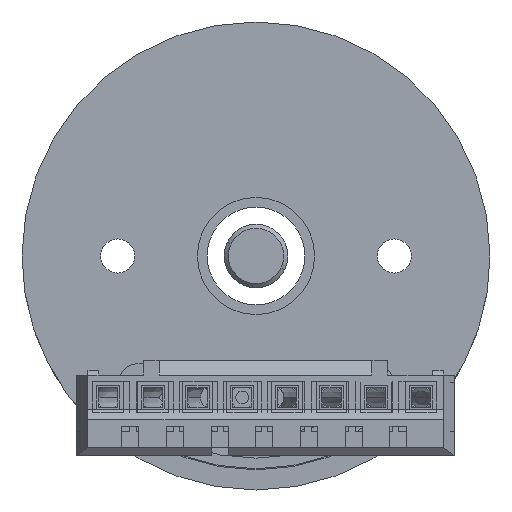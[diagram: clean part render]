
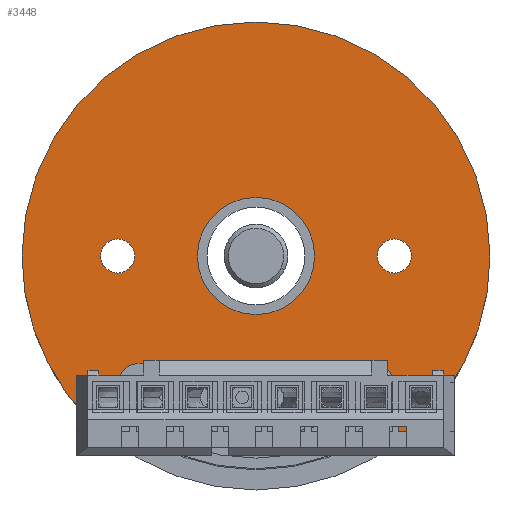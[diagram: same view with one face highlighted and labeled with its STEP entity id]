
A CAD part, front view. The second image highlights one B-rep face of the part: STEP entity #3448.
In plain terms, the highlighted planar face has unit normal (0, -1, 0).
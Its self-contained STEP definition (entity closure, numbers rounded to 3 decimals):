
#33 = DIRECTION ( 'NONE',  ( 0., 0., -1. ) ) ;
#96 = CARTESIAN_POINT ( 'NONE',  ( 0., 0., -2.75 ) ) ;
#187 = ORIENTED_EDGE ( 'NONE', *, *, #14919, .F. ) ;
#381 = CARTESIAN_POINT ( 'NONE',  ( 0., 0., -11. ) ) ;
#459 = CARTESIAN_POINT ( 'NONE',  ( 2.75, 0., -6.5 ) ) ;
#513 = DIRECTION ( 'NONE',  ( 1., 0., 0. ) ) ;
#707 = VERTEX_POINT ( 'NONE', #96 ) ;
#774 = CIRCLE ( 'NONE', #17643, 1. ) ;
#781 = AXIS2_PLACEMENT_3D ( 'NONE', #16679, #8185, #18143 ) ;
#1054 = VERTEX_POINT ( 'NONE', #17018 ) ;
#1061 = CARTESIAN_POINT ( 'NONE',  ( 0., 0., 6.5 ) ) ;
#1172 = DIRECTION ( 'NONE',  ( 0., 0., -1. ) ) ;
#1189 = AXIS2_PLACEMENT_3D ( 'NONE', #1061, #10864, #2458 ) ;
#1281 = DIRECTION ( 'NONE',  ( 0., 0., -1. ) ) ;
#1330 = AXIS2_PLACEMENT_3D ( 'NONE', #16891, #8398, #33 ) ;
#1388 = VERTEX_POINT ( 'NONE', #6975 ) ;
#1395 = FACE_BOUND ( 'NONE', #6431, .T. ) ;
#1442 = CIRCLE ( 'NONE', #11054, 0.8 ) ;
#1473 = DIRECTION ( 'NONE',  ( 0., -1., 0. ) ) ;
#1991 = DIRECTION ( 'NONE',  ( 0., -1., 0. ) ) ;
#2283 = VERTEX_POINT ( 'NONE', #10358 ) ;
#2416 = ORIENTED_EDGE ( 'NONE', *, *, #16805, .T. ) ;
#2458 = DIRECTION ( 'NONE',  ( 0., 0., -1. ) ) ;
#2722 = ORIENTED_EDGE ( 'NONE', *, *, #5569, .F. ) ;
#2805 = VECTOR ( 'NONE', #513, 1000. ) ;
#2883 = CARTESIAN_POINT ( 'NONE',  ( 0., 0., -7.3 ) ) ;
#3011 = DIRECTION ( 'NONE',  ( 0., -1., 0. ) ) ;
#3035 = ORIENTED_EDGE ( 'NONE', *, *, #14544, .T. ) ;
#3161 = CARTESIAN_POINT ( 'NONE',  ( 6.05, 0., 6.5 ) ) ;
#3204 = AXIS2_PLACEMENT_3D ( 'NONE', #10396, #1991, #11784 ) ;
#3248 = EDGE_CURVE ( 'NONE', #17579, #5231, #16148, .T. ) ;
#3283 = CARTESIAN_POINT ( 'NONE',  ( 0., 0., 0. ) ) ;
#3448 = ADVANCED_FACE ( 'NONE', ( #12561, #5087, #9747, #1395 ), #4344, .T. ) ;
#3653 = VECTOR ( 'NONE', #14149, 1000. ) ;
#4149 = VERTEX_POINT ( 'NONE', #10906 ) ;
#4204 = CARTESIAN_POINT ( 'NONE',  ( 0., 0., -5.7 ) ) ;
#4316 = VERTEX_POINT ( 'NONE', #4204 ) ;
#4344 = PLANE ( 'NONE',  #9309 ) ;
#4514 = AXIS2_PLACEMENT_3D ( 'NONE', #14244, #5811, #15678 ) ;
#4666 = DIRECTION ( 'NONE',  ( 0., 0., -1. ) ) ;
#4765 = EDGE_CURVE ( 'NONE', #16721, #8221, #12951, .T. ) ;
#5087 = FACE_BOUND ( 'NONE', #18055, .T. ) ;
#5231 = VERTEX_POINT ( 'NONE', #10381 ) ;
#5569 = EDGE_CURVE ( 'NONE', #16548, #2283, #7189, .T. ) ;
#5578 = ORIENTED_EDGE ( 'NONE', *, *, #6624, .F. ) ;
#5811 = DIRECTION ( 'NONE',  ( 0., 1., 0. ) ) ;
#5881 = CARTESIAN_POINT ( 'NONE',  ( 0., 0., 0. ) ) ;
#6042 = CARTESIAN_POINT ( 'NONE',  ( 0., 0., 6.5 ) ) ;
#6259 = EDGE_CURVE ( 'NONE', #1054, #4149, #13982, .T. ) ;
#6431 = EDGE_LOOP ( 'NONE', ( #187, #15222 ) ) ;
#6624 = EDGE_CURVE ( 'NONE', #1388, #15560, #7377, .T. ) ;
#6975 = CARTESIAN_POINT ( 'NONE',  ( 8.874, 0., 6.5 ) ) ;
#7182 = ORIENTED_EDGE ( 'NONE', *, *, #15914, .F. ) ;
#7189 = LINE ( 'NONE', #15476, #14247 ) ;
#7282 = DIRECTION ( 'NONE',  ( 0., 0., -1. ) ) ;
#7377 = LINE ( 'NONE', #15599, #3653 ) ;
#7465 = DIRECTION ( 'NONE',  ( 0., 0., -1. ) ) ;
#7574 = AXIS2_PLACEMENT_3D ( 'NONE', #5881, #15747, #7282 ) ;
#7880 = CARTESIAN_POINT ( 'NONE',  ( 0., 0., 2.75 ) ) ;
#7915 = CIRCLE ( 'NONE', #14947, 0.8 ) ;
#8185 = DIRECTION ( 'NONE',  ( 0., -1., 0. ) ) ;
#8201 = VERTEX_POINT ( 'NONE', #2883 ) ;
#8221 = VERTEX_POINT ( 'NONE', #381 ) ;
#8309 = CARTESIAN_POINT ( 'NONE',  ( 5.05, 0., 5.5 ) ) ;
#8398 = DIRECTION ( 'NONE',  ( 0., -1., 0. ) ) ;
#8502 = ORIENTED_EDGE ( 'NONE', *, *, #13631, .T. ) ;
#8529 = CARTESIAN_POINT ( 'NONE',  ( 2.75, 0., 0. ) ) ;
#8762 = CARTESIAN_POINT ( 'NONE',  ( 0., 0., 11. ) ) ;
#9309 = AXIS2_PLACEMENT_3D ( 'NONE', #8529, #3011, #12800 ) ;
#9370 = EDGE_CURVE ( 'NONE', #4316, #8201, #1442, .T. ) ;
#9582 = DIRECTION ( 'NONE',  ( 0., -1., 0. ) ) ;
#9692 = DIRECTION ( 'NONE',  ( 0., 1., 0. ) ) ;
#9747 = FACE_OUTER_BOUND ( 'NONE', #10833, .T. ) ;
#9878 = CARTESIAN_POINT ( 'NONE',  ( 0., 0., -6.5 ) ) ;
#10139 = ORIENTED_EDGE ( 'NONE', *, *, #18160, .T. ) ;
#10358 = CARTESIAN_POINT ( 'NONE',  ( 5.05, 0., -5.5 ) ) ;
#10381 = CARTESIAN_POINT ( 'NONE',  ( 0., 0., 7.3 ) ) ;
#10396 = CARTESIAN_POINT ( 'NONE',  ( 0., 0., 0. ) ) ;
#10589 = EDGE_LOOP ( 'NONE', ( #13311, #16670 ) ) ;
#10746 = CIRCLE ( 'NONE', #7574, 11. ) ;
#10833 = EDGE_LOOP ( 'NONE', ( #15640, #2416, #2722, #10139, #5578, #3035, #11700, #8502 ) ) ;
#10864 = DIRECTION ( 'NONE',  ( 0., -1., 0. ) ) ;
#10906 = CARTESIAN_POINT ( 'NONE',  ( 8.874, 0., -6.5 ) ) ;
#11054 = AXIS2_PLACEMENT_3D ( 'NONE', #9878, #1473, #11287 ) ;
#11104 = EDGE_CURVE ( 'NONE', #5231, #17579, #7915, .T. ) ;
#11287 = DIRECTION ( 'NONE',  ( 0., 0., -1. ) ) ;
#11445 = AXIS2_PLACEMENT_3D ( 'NONE', #3283, #13065, #4666 ) ;
#11603 = CIRCLE ( 'NONE', #13810, 2.75 ) ;
#11700 = ORIENTED_EDGE ( 'NONE', *, *, #4765, .T. ) ;
#11784 = DIRECTION ( 'NONE',  ( 0., 0., -1. ) ) ;
#12205 = CIRCLE ( 'NONE', #11445, 2.75 ) ;
#12320 = CIRCLE ( 'NONE', #4514, 1. ) ;
#12561 = FACE_BOUND ( 'NONE', #10589, .T. ) ;
#12800 = DIRECTION ( 'NONE',  ( 0., 0., -1. ) ) ;
#12951 = CIRCLE ( 'NONE', #3204, 11. ) ;
#13011 = CARTESIAN_POINT ( 'NONE',  ( 0., 0., 5.7 ) ) ;
#13065 = DIRECTION ( 'NONE',  ( 0., -1., 0. ) ) ;
#13311 = ORIENTED_EDGE ( 'NONE', *, *, #3248, .F. ) ;
#13631 = EDGE_CURVE ( 'NONE', #8221, #4149, #17403, .T. ) ;
#13810 = AXIS2_PLACEMENT_3D ( 'NONE', #18081, #9582, #1172 ) ;
#13982 = LINE ( 'NONE', #459, #2805 ) ;
#14149 = DIRECTION ( 'NONE',  ( -1., 0., 0. ) ) ;
#14244 = CARTESIAN_POINT ( 'NONE',  ( 6.05, 0., 5.5 ) ) ;
#14247 = VECTOR ( 'NONE', #16949, 1000. ) ;
#14544 = EDGE_CURVE ( 'NONE', #1388, #16721, #10746, .T. ) ;
#14919 = EDGE_CURVE ( 'NONE', #707, #16344, #11603, .T. ) ;
#14947 = AXIS2_PLACEMENT_3D ( 'NONE', #6042, #15924, #7465 ) ;
#15222 = ORIENTED_EDGE ( 'NONE', *, *, #15613, .F. ) ;
#15450 = ORIENTED_EDGE ( 'NONE', *, *, #9370, .F. ) ;
#15476 = CARTESIAN_POINT ( 'NONE',  ( 5.05, 0., 0. ) ) ;
#15560 = VERTEX_POINT ( 'NONE', #3161 ) ;
#15599 = CARTESIAN_POINT ( 'NONE',  ( 2.75, 0., 6.5 ) ) ;
#15613 = EDGE_CURVE ( 'NONE', #16344, #707, #12205, .T. ) ;
#15640 = ORIENTED_EDGE ( 'NONE', *, *, #6259, .F. ) ;
#15678 = DIRECTION ( 'NONE',  ( 0., 0., -1. ) ) ;
#15747 = DIRECTION ( 'NONE',  ( 0., -1., 0. ) ) ;
#15914 = EDGE_CURVE ( 'NONE', #8201, #4316, #18260, .T. ) ;
#15924 = DIRECTION ( 'NONE',  ( 0., -1., 0. ) ) ;
#16148 = CIRCLE ( 'NONE', #1189, 0.8 ) ;
#16344 = VERTEX_POINT ( 'NONE', #7880 ) ;
#16548 = VERTEX_POINT ( 'NONE', #8309 ) ;
#16670 = ORIENTED_EDGE ( 'NONE', *, *, #11104, .F. ) ;
#16679 = CARTESIAN_POINT ( 'NONE',  ( 0., 0., 0. ) ) ;
#16721 = VERTEX_POINT ( 'NONE', #8762 ) ;
#16805 = EDGE_CURVE ( 'NONE', #1054, #2283, #774, .T. ) ;
#16891 = CARTESIAN_POINT ( 'NONE',  ( 0., 0., -6.5 ) ) ;
#16949 = DIRECTION ( 'NONE',  ( 0., 0., -1. ) ) ;
#17018 = CARTESIAN_POINT ( 'NONE',  ( 6.05, 0., -6.5 ) ) ;
#17403 = CIRCLE ( 'NONE', #781, 11. ) ;
#17579 = VERTEX_POINT ( 'NONE', #13011 ) ;
#17643 = AXIS2_PLACEMENT_3D ( 'NONE', #18200, #9692, #1281 ) ;
#18055 = EDGE_LOOP ( 'NONE', ( #7182, #15450 ) ) ;
#18081 = CARTESIAN_POINT ( 'NONE',  ( 0., 0., 0. ) ) ;
#18143 = DIRECTION ( 'NONE',  ( 0., 0., -1. ) ) ;
#18160 = EDGE_CURVE ( 'NONE', #16548, #15560, #12320, .T. ) ;
#18200 = CARTESIAN_POINT ( 'NONE',  ( 6.05, 0., -5.5 ) ) ;
#18260 = CIRCLE ( 'NONE', #1330, 0.8 ) ;
